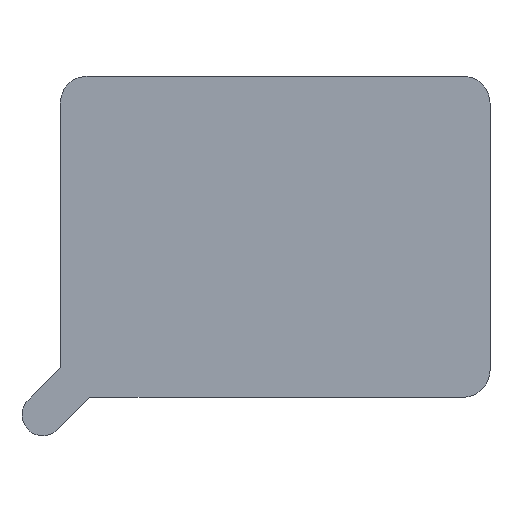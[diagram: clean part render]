
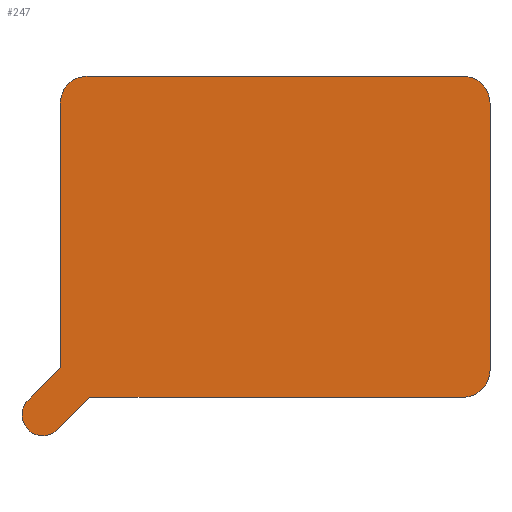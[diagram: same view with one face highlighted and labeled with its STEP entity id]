
A CAD part, front view. The second image highlights one B-rep face of the part: STEP entity #247.
In plain terms, the highlighted planar face has unit normal (0, -1, 0).
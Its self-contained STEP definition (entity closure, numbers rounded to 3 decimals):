
#2 = LINE ( 'NONE', #292, #340 ) ;
#15 = DIRECTION ( 'NONE',  ( 0., 1., 0. ) ) ;
#19 = CARTESIAN_POINT ( 'NONE',  ( -22.5, 5.3, 16. ) ) ;
#24 = VERTEX_POINT ( 'NONE', #398 ) ;
#31 = VERTEX_POINT ( 'NONE', #38 ) ;
#33 = CARTESIAN_POINT ( 'NONE',  ( 22.5, 5.3, 19.2 ) ) ;
#36 = DIRECTION ( 'NONE',  ( 0., 1., 0. ) ) ;
#38 = CARTESIAN_POINT ( 'NONE',  ( 25.7, 5.3, 16. ) ) ;
#40 = VECTOR ( 'NONE', #347, 1000. ) ;
#41 = DIRECTION ( 'NONE',  ( -0.707, 0., -0.707 ) ) ;
#42 = LINE ( 'NONE', #180, #68 ) ;
#46 = CIRCLE ( 'NONE', #77, 2.5 ) ;
#52 = CIRCLE ( 'NONE', #208, 3.2 ) ;
#54 = AXIS2_PLACEMENT_3D ( 'NONE', #162, #332, #359 ) ;
#60 = PLANE ( 'NONE',  #209 ) ;
#61 = VERTEX_POINT ( 'NONE', #33 ) ;
#68 = VECTOR ( 'NONE', #142, 1000. ) ;
#71 = EDGE_CURVE ( 'NONE', #160, #352, #227, .T. ) ;
#77 = AXIS2_PLACEMENT_3D ( 'NONE', #82, #15, #407 ) ;
#78 = DIRECTION ( 'NONE',  ( 0., 0., 1. ) ) ;
#81 = CARTESIAN_POINT ( 'NONE',  ( -22.5, 5.3, 19.2 ) ) ;
#82 = CARTESIAN_POINT ( 'NONE',  ( -27.8, 5.3, -21.3 ) ) ;
#83 = EDGE_CURVE ( 'NONE', #218, #334, #371, .T. ) ;
#87 = VERTEX_POINT ( 'NONE', #339 ) ;
#88 = VECTOR ( 'NONE', #215, 1000. ) ;
#91 = EDGE_CURVE ( 'NONE', #334, #127, #393, .T. ) ;
#103 = EDGE_CURVE ( 'NONE', #31, #160, #210, .T. ) ;
#112 = CARTESIAN_POINT ( 'NONE',  ( -27.8, 5.3, -23.8 ) ) ;
#116 = EDGE_CURVE ( 'NONE', #222, #145, #52, .T. ) ;
#117 = CIRCLE ( 'NONE', #54, 3.2 ) ;
#121 = EDGE_CURVE ( 'NONE', #127, #24, #46, .T. ) ;
#122 = FACE_OUTER_BOUND ( 'NONE', #424, .T. ) ;
#127 = VERTEX_POINT ( 'NONE', #112 ) ;
#129 = ORIENTED_EDGE ( 'NONE', *, *, #83, .F. ) ;
#135 = EDGE_CURVE ( 'NONE', #24, #87, #275, .T. ) ;
#142 = DIRECTION ( 'NONE',  ( 0., 0., 1. ) ) ;
#145 = VERTEX_POINT ( 'NONE', #81 ) ;
#153 = ORIENTED_EDGE ( 'NONE', *, *, #331, .F. ) ;
#154 = EDGE_CURVE ( 'NONE', #87, #222, #42, .T. ) ;
#155 = CARTESIAN_POINT ( 'NONE',  ( -22.5, 5.3, 19.2 ) ) ;
#158 = ORIENTED_EDGE ( 'NONE', *, *, #154, .F. ) ;
#160 = VERTEX_POINT ( 'NONE', #248 ) ;
#162 = CARTESIAN_POINT ( 'NONE',  ( 22.5, 5.3, 16. ) ) ;
#165 = ORIENTED_EDGE ( 'NONE', *, *, #237, .F. ) ;
#169 = DIRECTION ( 'NONE',  ( 0., 0., 1. ) ) ;
#180 = CARTESIAN_POINT ( 'NONE',  ( -25.7, 5.3, -15.664 ) ) ;
#182 = CARTESIAN_POINT ( 'NONE',  ( -22.5, 5.3, 16. ) ) ;
#187 = CARTESIAN_POINT ( 'NONE',  ( -25.7, 5.3, 16. ) ) ;
#193 = ORIENTED_EDGE ( 'NONE', *, *, #121, .F. ) ;
#203 = CARTESIAN_POINT ( 'NONE',  ( 22.5, 5.3, -16. ) ) ;
#204 = DIRECTION ( 'NONE',  ( -1., 0., 0. ) ) ;
#208 = AXIS2_PLACEMENT_3D ( 'NONE', #182, #270, #277 ) ;
#209 = AXIS2_PLACEMENT_3D ( 'NONE', #19, #256, #290 ) ;
#210 = LINE ( 'NONE', #305, #88 ) ;
#212 = ORIENTED_EDGE ( 'NONE', *, *, #71, .F. ) ;
#215 = DIRECTION ( 'NONE',  ( 0., 0., -1. ) ) ;
#218 = VERTEX_POINT ( 'NONE', #315 ) ;
#222 = VERTEX_POINT ( 'NONE', #187 ) ;
#227 = CIRCLE ( 'NONE', #240, 3.2 ) ;
#228 = CARTESIAN_POINT ( 'NONE',  ( -26.032, 5.3, -23.068 ) ) ;
#237 = EDGE_CURVE ( 'NONE', #145, #61, #288, .T. ) ;
#240 = AXIS2_PLACEMENT_3D ( 'NONE', #203, #36, #169 ) ;
#242 = CARTESIAN_POINT ( 'NONE',  ( -29.568, 5.3, -19.532 ) ) ;
#247 = ADVANCED_FACE ( 'NONE', ( #122 ), #60, .F. ) ;
#248 = CARTESIAN_POINT ( 'NONE',  ( 25.7, 5.3, -16. ) ) ;
#252 = ORIENTED_EDGE ( 'NONE', *, *, #402, .F. ) ;
#256 = DIRECTION ( 'NONE',  ( 0., 1., 0. ) ) ;
#264 = CARTESIAN_POINT ( 'NONE',  ( 22.5, 5.3, -19.2 ) ) ;
#270 = DIRECTION ( 'NONE',  ( 0., 1., 0. ) ) ;
#275 = LINE ( 'NONE', #242, #377 ) ;
#277 = DIRECTION ( 'NONE',  ( 0., 0., 1. ) ) ;
#281 = ORIENTED_EDGE ( 'NONE', *, *, #135, .F. ) ;
#288 = LINE ( 'NONE', #155, #40 ) ;
#289 = ORIENTED_EDGE ( 'NONE', *, *, #116, .F. ) ;
#290 = DIRECTION ( 'NONE',  ( 0., 0., 1. ) ) ;
#292 = CARTESIAN_POINT ( 'NONE',  ( 22.5, 5.3, -19.2 ) ) ;
#302 = VECTOR ( 'NONE', #41, 1000. ) ;
#305 = CARTESIAN_POINT ( 'NONE',  ( 25.7, 5.3, 16. ) ) ;
#315 = CARTESIAN_POINT ( 'NONE',  ( -22.164, 5.3, -19.2 ) ) ;
#322 = AXIS2_PLACEMENT_3D ( 'NONE', #370, #374, #78 ) ;
#324 = ORIENTED_EDGE ( 'NONE', *, *, #91, .F. ) ;
#331 = EDGE_CURVE ( 'NONE', #352, #218, #2, .T. ) ;
#332 = DIRECTION ( 'NONE',  ( 0., 1., 0. ) ) ;
#334 = VERTEX_POINT ( 'NONE', #228 ) ;
#339 = CARTESIAN_POINT ( 'NONE',  ( -25.7, 5.3, -15.664 ) ) ;
#340 = VECTOR ( 'NONE', #204, 1000. ) ;
#347 = DIRECTION ( 'NONE',  ( 1., 0., 0. ) ) ;
#352 = VERTEX_POINT ( 'NONE', #264 ) ;
#359 = DIRECTION ( 'NONE',  ( 0., 0., 1. ) ) ;
#370 = CARTESIAN_POINT ( 'NONE',  ( -27.8, 5.3, -21.3 ) ) ;
#371 = LINE ( 'NONE', #410, #302 ) ;
#374 = DIRECTION ( 'NONE',  ( 0., 1., 0. ) ) ;
#377 = VECTOR ( 'NONE', #379, 1000. ) ;
#379 = DIRECTION ( 'NONE',  ( 0.707, 0., 0.707 ) ) ;
#386 = ORIENTED_EDGE ( 'NONE', *, *, #103, .F. ) ;
#393 = CIRCLE ( 'NONE', #322, 2.5 ) ;
#398 = CARTESIAN_POINT ( 'NONE',  ( -29.568, 5.3, -19.532 ) ) ;
#402 = EDGE_CURVE ( 'NONE', #61, #31, #117, .T. ) ;
#407 = DIRECTION ( 'NONE',  ( 0., 0., 1. ) ) ;
#410 = CARTESIAN_POINT ( 'NONE',  ( -26.032, 5.3, -23.068 ) ) ;
#424 = EDGE_LOOP ( 'NONE', ( #289, #158, #281, #193, #324, #129, #153, #212, #386, #252, #165 ) ) ;
